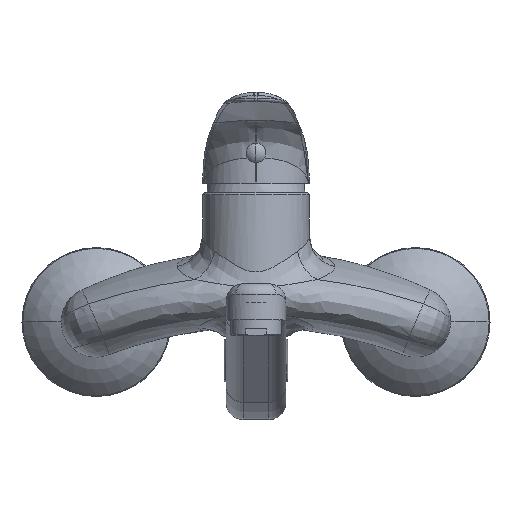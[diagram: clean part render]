
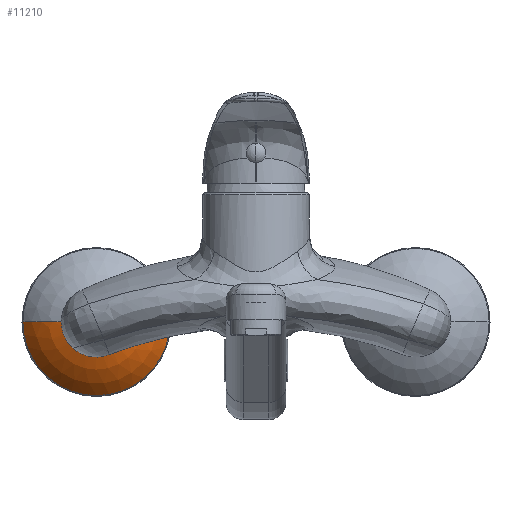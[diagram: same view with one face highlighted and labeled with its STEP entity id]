
A CAD part, top view. The second image highlights one B-rep face of the part: STEP entity #11210.
In plain terms, the highlighted spherical face has radius 43.501 mm.
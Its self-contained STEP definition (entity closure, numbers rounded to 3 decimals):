
#4256=CARTESIAN_POINT('',(-75.,2.5,-14.5));
#4257=DIRECTION('',(0.,0.,1.));
#4258=DIRECTION('',(-1.,0.,0.));
#4259=AXIS2_PLACEMENT_3D('',#4256,#4257,#4258);
#4266=CARTESIAN_POINT('',(-75.,2.5,-28.954));
#4267=DIRECTION('',(0.,0.,1.));
#4268=DIRECTION('',(-1.,0.,0.));
#4269=AXIS2_PLACEMENT_3D('',#4266,#4267,#4268);
#4271=CARTESIAN_POINT('',(-75.,2.5,-55.333));
#4272=DIRECTION('',(0.,1.,0.));
#4273=DIRECTION('',(-0.795,0.,0.606));
#4274=AXIS2_PLACEMENT_3D('',#4271,#4272,#4273);
#4276=CARTESIAN_POINT('',(-75.,2.5,-55.333));
#4277=DIRECTION('',(0.,-1.,0.));
#4278=DIRECTION('',(0.795,0.,0.606));
#4279=AXIS2_PLACEMENT_3D('',#4276,#4277,#4278);
#5821=CARTESIAN_POINT('',(-90.,2.5,-14.5));
#5822=CARTESIAN_POINT('',(-60.,2.5,-14.5));
#5823=VERTEX_POINT('',#5821);
#5824=VERTEX_POINT('',#5822);
#5825=CARTESIAN_POINT('',(-109.59,2.5,-28.954));
#5826=CARTESIAN_POINT('',(-40.41,2.5,-28.954));
#5827=VERTEX_POINT('',#5825);
#5828=VERTEX_POINT('',#5826);
#11196=CARTESIAN_POINT('',(-75.,2.5,-55.333));
#11197=DIRECTION('',(0.,0.,-1.));
#11198=DIRECTION('',(1.,0.,0.));
#11199=AXIS2_PLACEMENT_3D('',#11196,#11197,#11198);
#11200=SPHERICAL_SURFACE('',#11199,43.501);
#11202=ORIENTED_EDGE('',*,*,#11201,.F.);
#11204=ORIENTED_EDGE('',*,*,#11203,.T.);
#11205=ORIENTED_EDGE('',*,*,#11169,.T.);
#11207=ORIENTED_EDGE('',*,*,#11206,.F.);
#11208=EDGE_LOOP('',(#11202,#11204,#11205,#11207));
#11209=FACE_OUTER_BOUND('',#11208,.F.);
#11210=ADVANCED_FACE('',(#11209),#11200,.T.);
#4260=CIRCLE('',#4259,15.);
#4270=CIRCLE('',#4269,34.59);
#4275=CIRCLE('',#4274,43.501);
#4280=CIRCLE('',#4279,43.501);
#11169=EDGE_CURVE('',#5823,#5824,#4260,.T.);
#11201=EDGE_CURVE('',#5827,#5828,#4270,.T.);
#11203=EDGE_CURVE('',#5827,#5823,#4275,.T.);
#11206=EDGE_CURVE('',#5828,#5824,#4280,.T.);
